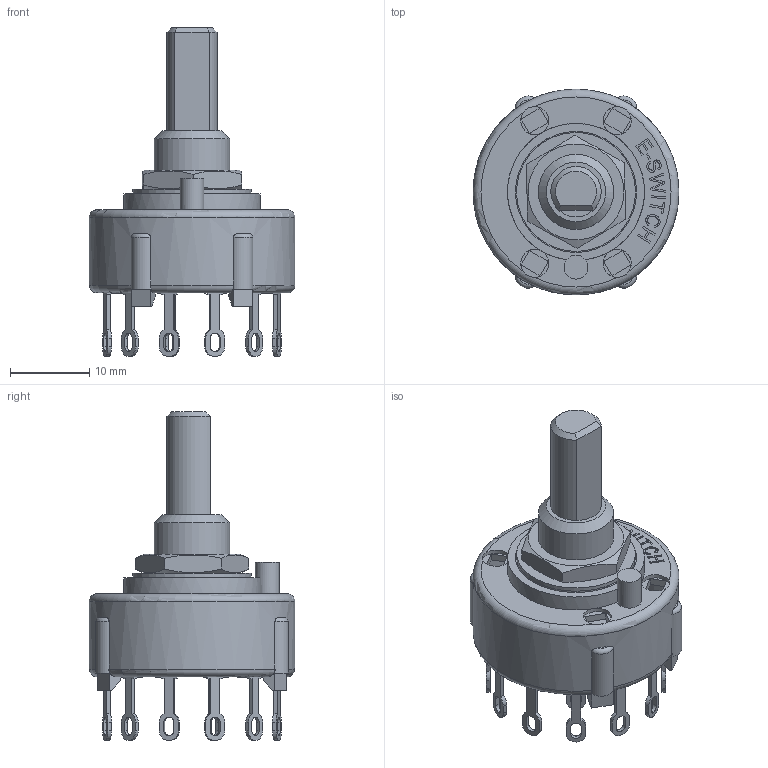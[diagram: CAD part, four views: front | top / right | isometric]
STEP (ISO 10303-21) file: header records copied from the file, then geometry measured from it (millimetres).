
FILE_DESCRIPTION(/* description */ (''),/* implementation_level */ '2;1');
FILE_NAME(/* name */ 'KC10A13.001NLx.stp',/* time_stamp */ '2025-05-21T11:47:58-05:00',/* author */ ('mroman'),/* organization */ (''),/* preprocessor_version */ 'ST-DEVELOPER v18.1',/* originating_system */ 'Autodesk Inventor 2022',/* authorisation */ '');
FILE_SCHEMA (('AUTOMOTIVE_DESIGN { 1 0 10303 214 3 1 1 }'));
Length unit declared in the file: centimetre
Products named in the file (1): KC10A13.001NLx
Bounding box: 26 x 26 x 41.5 mm (x, y, z)
Volume: 3473.6 mm3; surface area: 5100.4 mm2
Topology: 1 solids, 2 shells, 911 faces, 2523 edges, 1646 vertices
Faces by surface type: plane 598, bspline 164, cylinder 132, torus 13, cone 4
Full cylindrical faces by diameter (mm): 3 x1, 3.55 x4, 9.5 x2, 10.25 x1, 10.312 x1, 15 x1, 15.3 x1, 24 x1, 26 x1
Entity records: 30107 total; most frequent: CARTESIAN_POINT 7573, ORIENTED_EDGE 5046, DIRECTION 3976, EDGE_CURVE 2523, LINE 1830, VECTOR 1830, VERTEX_POINT 1646, AXIS2_PLACEMENT_3D 1073
